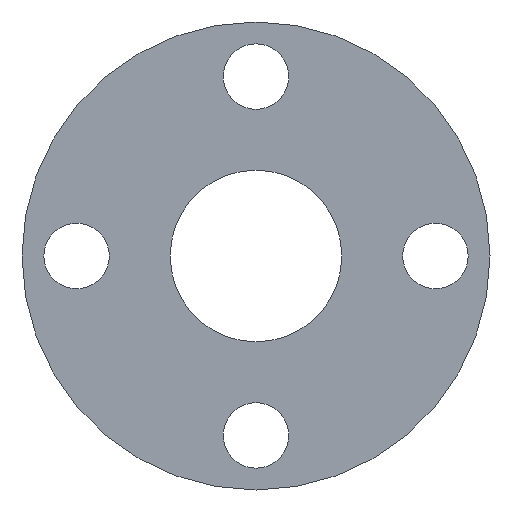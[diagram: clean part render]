
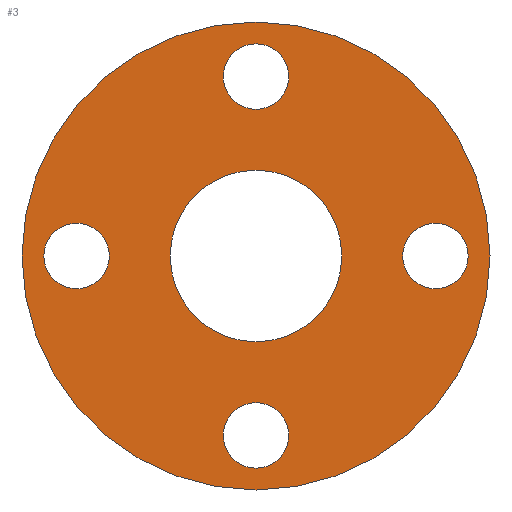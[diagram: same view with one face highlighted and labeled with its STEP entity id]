
A CAD part, front view. The second image highlights one B-rep face of the part: STEP entity #3.
In plain terms, the highlighted planar face has unit normal (0, -1, 0).
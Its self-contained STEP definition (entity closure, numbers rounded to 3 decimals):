
#3 = ADVANCED_FACE ( 'NONE', ( #666, #97, #564, #306, #101, #415 ), #625, .F. ) ;
#5 = AXIS2_PLACEMENT_3D ( 'NONE', #375, #470, #262 ) ;
#10 = DIRECTION ( 'NONE',  ( 0., 1., 0. ) ) ;
#13 = EDGE_CURVE ( 'NONE', #650, #439, #403, .T. ) ;
#21 = EDGE_CURVE ( 'NONE', #280, #23, #651, .T. ) ;
#23 = VERTEX_POINT ( 'NONE', #628 ) ;
#29 = EDGE_CURVE ( 'NONE', #671, #104, #89, .T. ) ;
#48 = EDGE_CURVE ( 'NONE', #603, #191, #422, .T. ) ;
#51 = CIRCLE ( 'NONE', #120, 2.1 ) ;
#55 = EDGE_CURVE ( 'NONE', #191, #603, #554, .T. ) ;
#56 = DIRECTION ( 'NONE',  ( 0., 1., 0. ) ) ;
#65 = CARTESIAN_POINT ( 'NONE',  ( 0., 0., -9.4 ) ) ;
#70 = ORIENTED_EDGE ( 'NONE', *, *, #622, .T. ) ;
#71 = CARTESIAN_POINT ( 'NONE',  ( 11.5, 0., 2.1 ) ) ;
#72 = CIRCLE ( 'NONE', #257, 15. ) ;
#83 = EDGE_LOOP ( 'NONE', ( #601, #340 ) ) ;
#89 = CIRCLE ( 'NONE', #497, 2.1 ) ;
#97 = FACE_BOUND ( 'NONE', #401, .T. ) ;
#100 = CIRCLE ( 'NONE', #474, 2.1 ) ;
#101 = FACE_BOUND ( 'NONE', #83, .T. ) ;
#104 = VERTEX_POINT ( 'NONE', #65 ) ;
#105 = EDGE_LOOP ( 'NONE', ( #529, #458 ) ) ;
#112 = DIRECTION ( 'NONE',  ( 0., 0., 1. ) ) ;
#114 = CARTESIAN_POINT ( 'NONE',  ( -11.5, 0., -2.1 ) ) ;
#115 = DIRECTION ( 'NONE',  ( 0., 0., 1. ) ) ;
#120 = AXIS2_PLACEMENT_3D ( 'NONE', #173, #10, #374 ) ;
#132 = DIRECTION ( 'NONE',  ( 0., 0., 1. ) ) ;
#137 = CIRCLE ( 'NONE', #464, 2.1 ) ;
#141 = ORIENTED_EDGE ( 'NONE', *, *, #534, .T. ) ;
#147 = DIRECTION ( 'NONE',  ( 0., 0., 1. ) ) ;
#153 = VERTEX_POINT ( 'NONE', #175 ) ;
#164 = EDGE_CURVE ( 'NONE', #439, #650, #137, .T. ) ;
#170 = DIRECTION ( 'NONE',  ( 0., 0., 1. ) ) ;
#173 = CARTESIAN_POINT ( 'NONE',  ( 11.5, 0., 0. ) ) ;
#175 = CARTESIAN_POINT ( 'NONE',  ( 0., 0., -15. ) ) ;
#178 = CARTESIAN_POINT ( 'NONE',  ( -11.5, 0., 0. ) ) ;
#184 = VERTEX_POINT ( 'NONE', #526 ) ;
#187 = VERTEX_POINT ( 'NONE', #71 ) ;
#190 = CARTESIAN_POINT ( 'NONE',  ( 11.5, 0., 0. ) ) ;
#191 = VERTEX_POINT ( 'NONE', #269 ) ;
#198 = ORIENTED_EDGE ( 'NONE', *, *, #48, .T. ) ;
#204 = CIRCLE ( 'NONE', #563, 2.1 ) ;
#206 = DIRECTION ( 'NONE',  ( 0., 0., 1. ) ) ;
#212 = DIRECTION ( 'NONE',  ( 0., 1., 0. ) ) ;
#214 = CARTESIAN_POINT ( 'NONE',  ( 0., 0., 5.5 ) ) ;
#222 = EDGE_CURVE ( 'NONE', #23, #280, #100, .T. ) ;
#226 = ORIENTED_EDGE ( 'NONE', *, *, #29, .T. ) ;
#241 = CARTESIAN_POINT ( 'NONE',  ( 0., 0., 15. ) ) ;
#257 = AXIS2_PLACEMENT_3D ( 'NONE', #532, #279, #484 ) ;
#259 = AXIS2_PLACEMENT_3D ( 'NONE', #631, #578, #115 ) ;
#262 = DIRECTION ( 'NONE',  ( 0., 0., 1. ) ) ;
#264 = CARTESIAN_POINT ( 'NONE',  ( 0., 0., 0. ) ) ;
#269 = CARTESIAN_POINT ( 'NONE',  ( 0., 0., -5.5 ) ) ;
#276 = DIRECTION ( 'NONE',  ( 0., 1., 0. ) ) ;
#279 = DIRECTION ( 'NONE',  ( 0., 1., 0. ) ) ;
#280 = VERTEX_POINT ( 'NONE', #337 ) ;
#287 = ORIENTED_EDGE ( 'NONE', *, *, #349, .T. ) ;
#290 = DIRECTION ( 'NONE',  ( 0., 1., 0. ) ) ;
#305 = CIRCLE ( 'NONE', #548, 15. ) ;
#306 = FACE_BOUND ( 'NONE', #398, .T. ) ;
#319 = DIRECTION ( 'NONE',  ( 0., 1., 0. ) ) ;
#326 = CARTESIAN_POINT ( 'NONE',  ( 0., 0., 11.5 ) ) ;
#337 = CARTESIAN_POINT ( 'NONE',  ( 0., 0., 9.4 ) ) ;
#340 = ORIENTED_EDGE ( 'NONE', *, *, #164, .T. ) ;
#349 = EDGE_CURVE ( 'NONE', #184, #187, #204, .T. ) ;
#369 = CIRCLE ( 'NONE', #378, 2.1 ) ;
#371 = CARTESIAN_POINT ( 'NONE',  ( 0., 0., -11.5 ) ) ;
#373 = EDGE_CURVE ( 'NONE', #414, #153, #305, .T. ) ;
#374 = DIRECTION ( 'NONE',  ( 0., 0., 1. ) ) ;
#375 = CARTESIAN_POINT ( 'NONE',  ( -11.5, 0., 0. ) ) ;
#378 = AXIS2_PLACEMENT_3D ( 'NONE', #490, #585, #486 ) ;
#391 = AXIS2_PLACEMENT_3D ( 'NONE', #677, #576, #206 ) ;
#393 = ORIENTED_EDGE ( 'NONE', *, *, #21, .T. ) ;
#395 = EDGE_LOOP ( 'NONE', ( #226, #141 ) ) ;
#397 = CARTESIAN_POINT ( 'NONE',  ( 0., 0., 0. ) ) ;
#398 = EDGE_LOOP ( 'NONE', ( #393, #594 ) ) ;
#401 = EDGE_LOOP ( 'NONE', ( #549, #198 ) ) ;
#403 = CIRCLE ( 'NONE', #5, 2.1 ) ;
#413 = AXIS2_PLACEMENT_3D ( 'NONE', #418, #423, #170 ) ;
#414 = VERTEX_POINT ( 'NONE', #241 ) ;
#415 = FACE_BOUND ( 'NONE', #395, .T. ) ;
#418 = CARTESIAN_POINT ( 'NONE',  ( 0., 0., 0. ) ) ;
#422 = CIRCLE ( 'NONE', #610, 5.5 ) ;
#423 = DIRECTION ( 'NONE',  ( 0., 1., 0. ) ) ;
#439 = VERTEX_POINT ( 'NONE', #675 ) ;
#449 = DIRECTION ( 'NONE',  ( 0., 0., 1. ) ) ;
#458 = ORIENTED_EDGE ( 'NONE', *, *, #373, .F. ) ;
#464 = AXIS2_PLACEMENT_3D ( 'NONE', #178, #276, #530 ) ;
#470 = DIRECTION ( 'NONE',  ( 0., 1., 0. ) ) ;
#474 = AXIS2_PLACEMENT_3D ( 'NONE', #326, #212, #132 ) ;
#477 = CARTESIAN_POINT ( 'NONE',  ( 0., 0., -13.6 ) ) ;
#484 = DIRECTION ( 'NONE',  ( 0., 0., 1. ) ) ;
#486 = DIRECTION ( 'NONE',  ( 0., 0., 1. ) ) ;
#490 = CARTESIAN_POINT ( 'NONE',  ( 0., 0., -11.5 ) ) ;
#497 = AXIS2_PLACEMENT_3D ( 'NONE', #371, #56, #112 ) ;
#523 = DIRECTION ( 'NONE',  ( 0., 0., 1. ) ) ;
#526 = CARTESIAN_POINT ( 'NONE',  ( 11.5, 0., -2.1 ) ) ;
#529 = ORIENTED_EDGE ( 'NONE', *, *, #579, .F. ) ;
#530 = DIRECTION ( 'NONE',  ( 0., 0., 1. ) ) ;
#532 = CARTESIAN_POINT ( 'NONE',  ( 0., 0., 0. ) ) ;
#534 = EDGE_CURVE ( 'NONE', #104, #671, #369, .T. ) ;
#548 = AXIS2_PLACEMENT_3D ( 'NONE', #397, #596, #147 ) ;
#549 = ORIENTED_EDGE ( 'NONE', *, *, #55, .T. ) ;
#554 = CIRCLE ( 'NONE', #259, 5.5 ) ;
#563 = AXIS2_PLACEMENT_3D ( 'NONE', #190, #290, #449 ) ;
#564 = FACE_BOUND ( 'NONE', #587, .T. ) ;
#576 = DIRECTION ( 'NONE',  ( 0., 1., 0. ) ) ;
#578 = DIRECTION ( 'NONE',  ( 0., 1., 0. ) ) ;
#579 = EDGE_CURVE ( 'NONE', #153, #414, #72, .T. ) ;
#585 = DIRECTION ( 'NONE',  ( 0., 1., 0. ) ) ;
#587 = EDGE_LOOP ( 'NONE', ( #287, #70 ) ) ;
#594 = ORIENTED_EDGE ( 'NONE', *, *, #222, .T. ) ;
#596 = DIRECTION ( 'NONE',  ( 0., 1., 0. ) ) ;
#601 = ORIENTED_EDGE ( 'NONE', *, *, #13, .T. ) ;
#603 = VERTEX_POINT ( 'NONE', #214 ) ;
#610 = AXIS2_PLACEMENT_3D ( 'NONE', #264, #319, #523 ) ;
#622 = EDGE_CURVE ( 'NONE', #187, #184, #51, .T. ) ;
#625 = PLANE ( 'NONE',  #413 ) ;
#628 = CARTESIAN_POINT ( 'NONE',  ( 0., 0., 13.6 ) ) ;
#631 = CARTESIAN_POINT ( 'NONE',  ( 0., 0., 0. ) ) ;
#650 = VERTEX_POINT ( 'NONE', #114 ) ;
#651 = CIRCLE ( 'NONE', #391, 2.1 ) ;
#666 = FACE_OUTER_BOUND ( 'NONE', #105, .T. ) ;
#671 = VERTEX_POINT ( 'NONE', #477 ) ;
#675 = CARTESIAN_POINT ( 'NONE',  ( -11.5, 0., 2.1 ) ) ;
#677 = CARTESIAN_POINT ( 'NONE',  ( 0., 0., 11.5 ) ) ;
